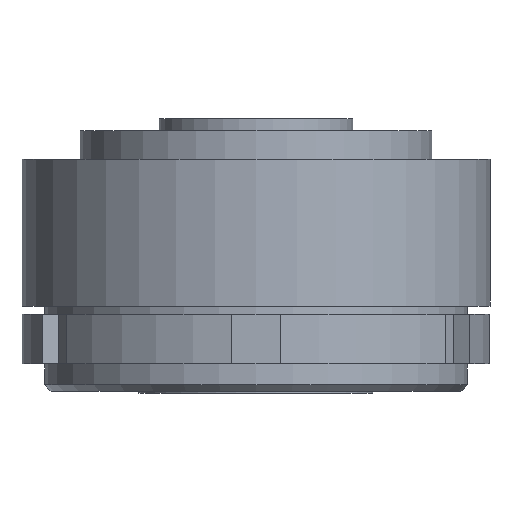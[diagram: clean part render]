
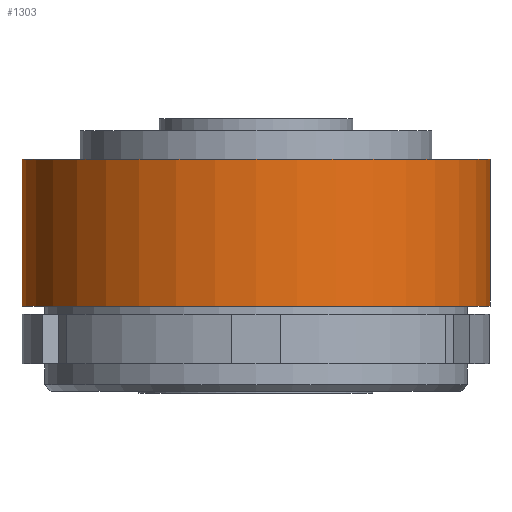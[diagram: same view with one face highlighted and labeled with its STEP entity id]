
A CAD part, front view. The second image highlights one B-rep face of the part: STEP entity #1303.
In plain terms, the highlighted cylindrical face has radius 145 mm (diameter 290 mm), a partial arc.
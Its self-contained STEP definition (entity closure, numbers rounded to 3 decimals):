
#1260 = EDGE_CURVE ( 'NONE', #1266, #1276, #3386, .T. ) ;
#1266 = VERTEX_POINT ( 'NONE', #3358 ) ;
#1268 = EDGE_CURVE ( 'NONE', #1279, #1269, #3354, .T. ) ;
#1269 = VERTEX_POINT ( 'NONE', #3350 ) ;
#1276 = VERTEX_POINT ( 'NONE', #3403 ) ;
#1279 = VERTEX_POINT ( 'NONE', #3624 ) ;
#1303 = ADVANCED_FACE ( 'NONE', ( #3590 ), #3589, .T. ) ;
#1331 = ORIENTED_EDGE ( 'NONE', *, *, #1394, .F. ) ;
#1342 = ORIENTED_EDGE ( 'NONE', *, *, #1268, .F. ) ;
#1364 = EDGE_LOOP ( 'NONE', ( #1342, #1331, #1365, #1419 ) ) ;
#1365 = ORIENTED_EDGE ( 'NONE', *, *, #1260, .T. ) ;
#1394 = EDGE_CURVE ( 'NONE', #1266, #1279, #3678, .T. ) ;
#1419 = ORIENTED_EDGE ( 'NONE', *, *, #1420, .T. ) ;
#1420 = EDGE_CURVE ( 'NONE', #1276, #1269, #3785, .T. ) ;
#3350 = CARTESIAN_POINT ( 'NONE',  ( 145., 0., 0. ) ) ;
#3351 = DIRECTION ( 'NONE',  ( 0., 0., -1. ) ) ;
#3352 = VECTOR ( 'NONE', #3351, 1000. ) ;
#3353 = CARTESIAN_POINT ( 'NONE',  ( 145., 0., 108.5 ) ) ;
#3354 = LINE ( 'NONE', #3353, #3352 ) ;
#3358 = CARTESIAN_POINT ( 'NONE',  ( -145., 0., 91. ) ) ;
#3362 = DIRECTION ( 'NONE',  ( 0., 0., -1. ) ) ;
#3363 = VECTOR ( 'NONE', #3362, 1000. ) ;
#3385 = CARTESIAN_POINT ( 'NONE',  ( -145., 0., 108.5 ) ) ;
#3386 = LINE ( 'NONE', #3385, #3363 ) ;
#3403 = CARTESIAN_POINT ( 'NONE',  ( -145., 0., 0. ) ) ;
#3519 = DIRECTION ( 'NONE',  ( -1., 0., 0. ) ) ;
#3559 = DIRECTION ( 'NONE',  ( 0., 0., -1. ) ) ;
#3560 = CARTESIAN_POINT ( 'NONE',  ( 0., 0., 108.5 ) ) ;
#3561 = AXIS2_PLACEMENT_3D ( 'NONE', #3560, #3559, #3519 ) ;
#3589 = CYLINDRICAL_SURFACE ( 'NONE', #3561, 145. ) ;
#3590 = FACE_OUTER_BOUND ( 'NONE', #1364, .T. ) ;
#3624 = CARTESIAN_POINT ( 'NONE',  ( 145., 0., 91. ) ) ;
#3675 = DIRECTION ( 'NONE',  ( 0., 0., 1. ) ) ;
#3676 = CARTESIAN_POINT ( 'NONE',  ( 0., 0., 91. ) ) ;
#3677 = AXIS2_PLACEMENT_3D ( 'NONE', #3676, #3675, #3824 ) ;
#3678 = CIRCLE ( 'NONE', #3677, 145. ) ;
#3781 = DIRECTION ( 'NONE',  ( 1., 0., 0. ) ) ;
#3782 = DIRECTION ( 'NONE',  ( 0., 0., 1. ) ) ;
#3783 = CARTESIAN_POINT ( 'NONE',  ( 0., 0., 0. ) ) ;
#3784 = AXIS2_PLACEMENT_3D ( 'NONE', #3783, #3782, #3781 ) ;
#3785 = CIRCLE ( 'NONE', #3784, 145. ) ;
#3824 = DIRECTION ( 'NONE',  ( 1., 0., 0. ) ) ;
